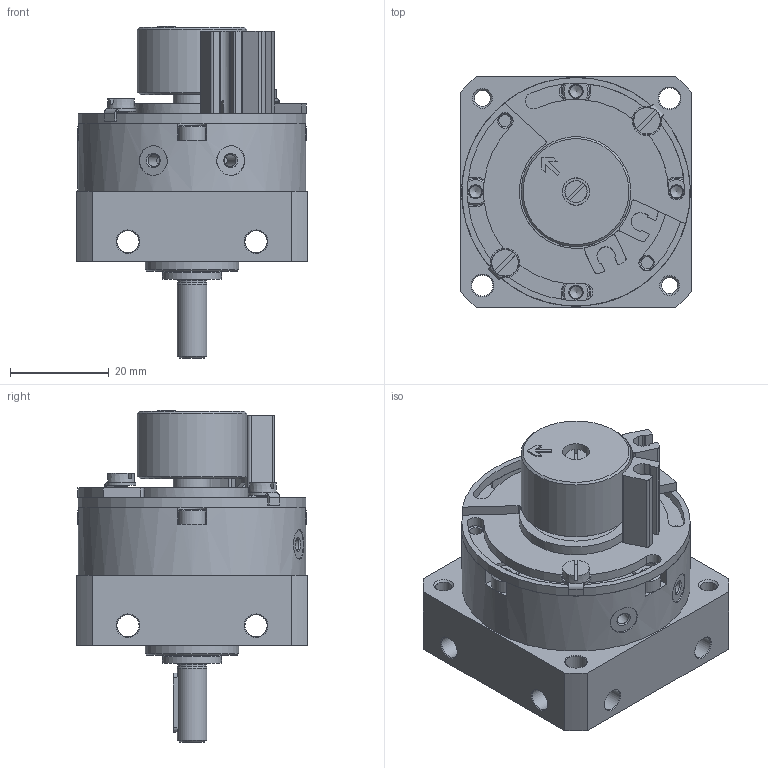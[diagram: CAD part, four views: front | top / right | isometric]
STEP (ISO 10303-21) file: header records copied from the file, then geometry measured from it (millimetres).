
FILE_DESCRIPTION(/* description */ ('STEP AP214'),/* implementation_level */ '2;1');
FILE_NAME(/* name */ '173201_DSM-10-240-P-A',/* time_stamp */ '2024-08-21T17:48:48+02:00',/* author */ ('License CC BY-ND 4.0'),/* organization */ ('CADENAS'),/* preprocessor_version */ 'ST-DEVELOPER v19.3',/* originating_system */ 'PARTsolutions',/* authorisation */ ' ');
FILE_SCHEMA (('AUTOMOTIVE_DESIGN {1 0 10303 214 3 1 1}'));
Length unit declared in the file: millimetre
Products named in the file (10): 173201 DSM-10-240-P-A---(120); 173201 DSM-10-240-P-A---(120_RZ); 173201 DSM-10-240-P-A---(K); 678678 WSM-10-SME-10---(halter_rechts); 678681 WSM-10-SME-10---(halter_links); 372800 WSM-10-SME-10---(halter_magnet); Tooth lock washer DIN 6797 - J2.7; DIN-84 - M2.5x6; 380818---(scheibe); DIN-84 - M3x8
Assembly tree (11 placements, depth 2):
  173201 DSM-10-240-P-A---(120)
    173201 DSM-10-240-P-A---(120_RZ)
    173201 DSM-10-240-P-A---(K)
    678678 WSM-10-SME-10---(halter_rechts)
    678681 WSM-10-SME-10---(halter_links)
    372800 WSM-10-SME-10---(halter_magnet)
    Tooth lock washer DIN 6797 - J2.7
    DIN-84 - M2.5x6
    380818---(scheibe)  x2
    DIN-84 - M3x8  x2
Bounding box: 47 x 47 x 67.4 mm (x, y, z)
Volume: 53253.3 mm3; surface area: 27849.3 mm2
Topology: 11 solids, 11 shells, 491 faces, 1193 edges, 743 vertices
Faces by surface type: plane 240, cylinder 154, cone 88, torus 9
Full cylindrical faces by diameter (mm): 2.013 x2, 2.459 x6, 2.5 x1, 2.7 x2, 3 x2, 3.2 x2, 3.242 x2, 4.3 x2, 4.5 x12, 5.5 x5, 5.6 x1, 5.7 x1, 5.8 x1, 6 x5, 6.2 x1, 7.6 x1, 8 x3, 12 x1, 19 x3, 22.3 x1, 23 x2, 35.264 x1, 46.4 x2
Entity records: 13360 total; most frequent: CARTESIAN_POINT 2437, DIRECTION 2325, ORIENTED_EDGE 1998, EDGE_CURVE 999, AXIS2_PLACEMENT_3D 919, VERTEX_POINT 691, FACE_BOUND 654, EDGE_LOOP 648
